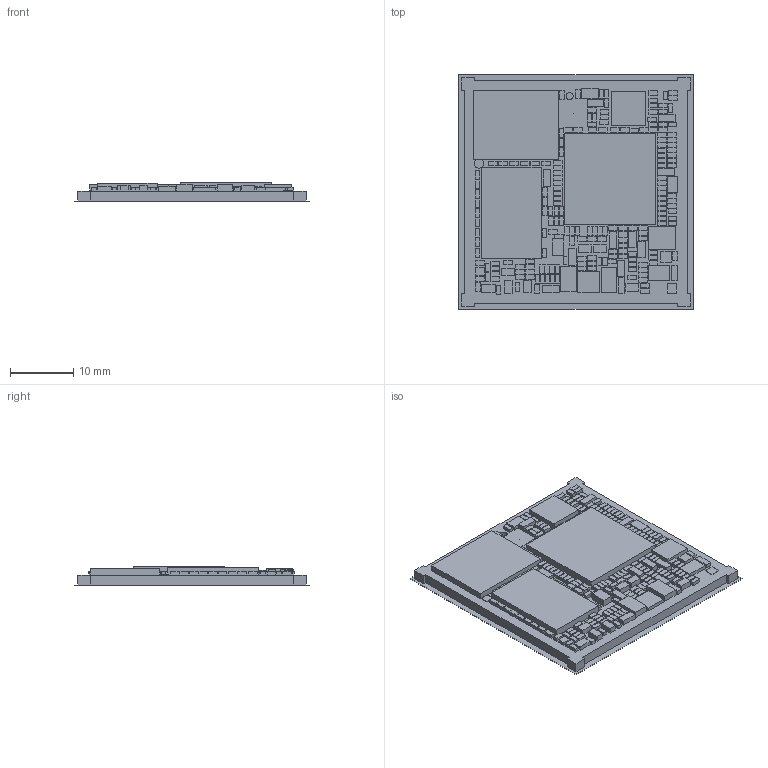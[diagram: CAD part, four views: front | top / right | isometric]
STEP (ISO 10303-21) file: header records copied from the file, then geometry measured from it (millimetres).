
FILE_DESCRIPTION(('FreeCAD Model'),'2;1');
FILE_NAME('1468-2.step','2017-04-21T08:46:26', ('FreeCAD'),('FreeCAD'),'Open CASCADE STEP processor 6.3','FreeCAD', 'Unknown');
FILE_SCHEMA(('AUTOMOTIVE_DESIGN_CC2 { 1 2 10303 214 -1 1 5 4 }'));
Length unit declared in the file: millimetre
Products named in the file (232): X1; Board_outline; C1; C10; C100; C101; C102; C103; C104; C105; C107; C108; C109; C11; C112; C113; C114; C115; C116; C117; C118; C119; C12; C120; C121; C122; C123; C127; C13; C14; C15; C16; C17; C18; C19; C2; C20; C21; C22; C23 ...
Bounding box: 37 x 37 x 2.92 mm (x, y, z)
Volume: 2795.1 mm3; surface area: 7959 mm2
Topology: 232 solids, 232 shells, 1391 faces, 2781 edges, 1854 vertices
Faces by surface type: plane 1372, cylinder 19
Full cylindrical faces by diameter (mm): 1.1 x1
Entity records: 75670 total; most frequent: CARTESIAN_POINT 11709, DIRECTION 11145, LINE 8267, VECTOR 8267, ORIENTED_EDGE 5562, PCURVE 5562, DEFINITIONAL_REPRESENTATION 5562, EDGE_CURVE 2781
